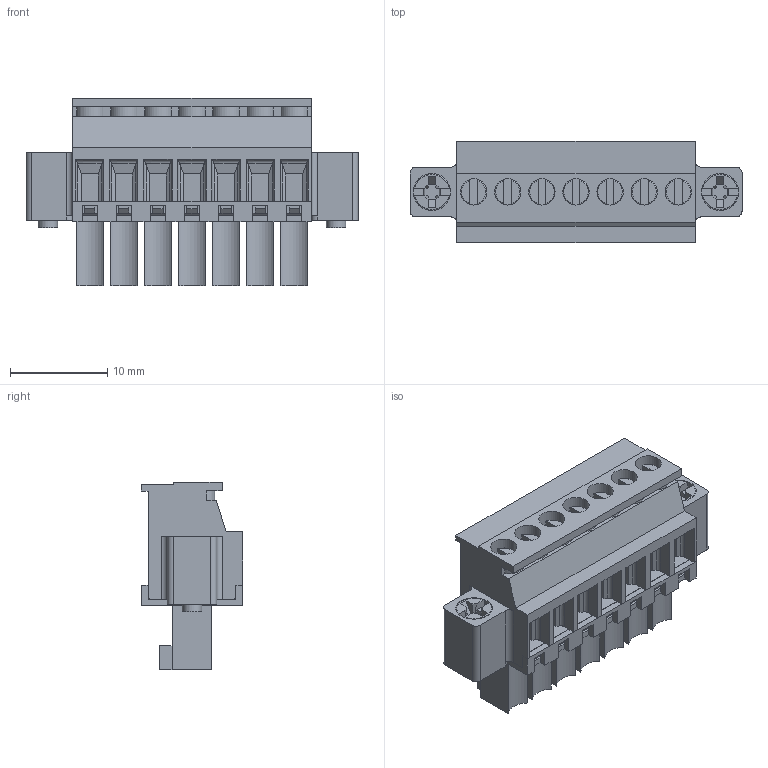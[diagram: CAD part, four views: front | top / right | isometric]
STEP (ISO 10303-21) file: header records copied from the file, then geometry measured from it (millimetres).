
FILE_DESCRIPTION( ( 'Unknown' ), '1' );
FILE_NAME( '691367110007.stp', 'Unknown', ( 'Unknown' ), ( 'Unknown' ), 'PSStep 18.0.17', 'Unknown', ' ' );
FILE_SCHEMA( ( 'AUTOMOTIVE_DESIGN { 1 0 10303 214 1 1 1 1 }' ) );
Length unit declared in the file: millimetre
Products named in the file (7): Assem1; 6913671100xx_Cage; 6913671100xx; 6913671100xx_VIS; 6913671100xx_VIS Flange; 691367110007; 691367110007_Bas
Assembly tree (25 placements, depth 2):
  Assem1
    6913671100xx_Cage  x7
    6913671100xx  x7
    6913671100xx_VIS  x7
    6913671100xx_VIS Flange  x2
    691367110007
    691367110007_Bas
Bounding box: 34.1 x 10.4 x 19.3 mm (x, y, z)
Volume: 2270.2 mm3; surface area: 7738.1 mm2
Topology: 25 solids, 25 shells, 1472 faces, 3934 edges, 2509 vertices
Faces by surface type: plane 1162, cylinder 267, torus 34, cone 9
Full cylindrical faces by diameter (mm): 1.5 x7, 1.598 x7, 1.7 x7, 1.9 x14, 2 x2, 2.1 x7, 2.4 x2, 2.5 x2, 2.7 x14, 3.8 x4
Entity records: 34367 total; most frequent: CARTESIAN_POINT 4995, ORIENTED_EDGE 4686, DIRECTION 4336, EDGE_CURVE 2343, LINE 2078, VECTOR 2078, VERTEX_POINT 1527, AXIS2_PLACEMENT_3D 1129
